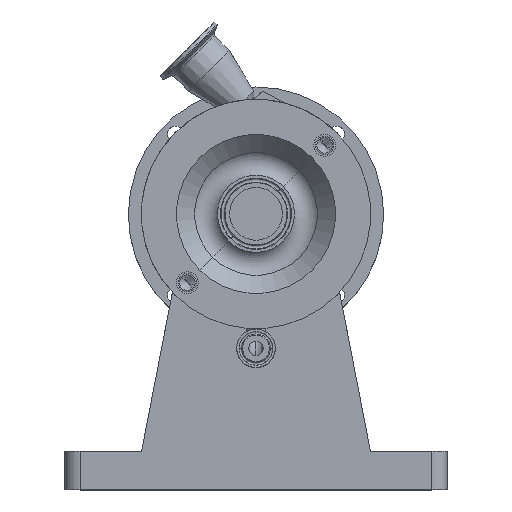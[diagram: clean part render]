
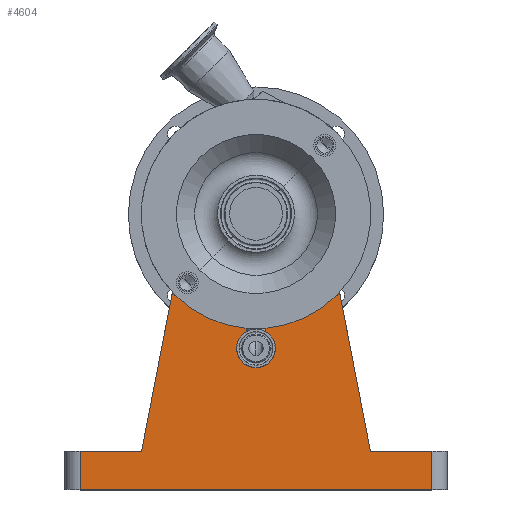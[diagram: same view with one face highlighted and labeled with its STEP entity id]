
A CAD part, top view. The second image highlights one B-rep face of the part: STEP entity #4604.
In plain terms, the highlighted planar face has unit normal (0, 0, 1).
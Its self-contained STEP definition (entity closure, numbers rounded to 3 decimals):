
#564 = DIRECTION ( 'NONE',  ( 1., 0., 0. ) ) ;
#565 = VECTOR ( 'NONE', #564, 1000. ) ;
#568 = CARTESIAN_POINT ( 'NONE',  ( 125., -155., 125. ) ) ;
#569 = LINE ( 'NONE', #568, #565 ) ;
#587 = CARTESIAN_POINT ( 'NONE',  ( -74.91, -155., 125. ) ) ;
#612 = CARTESIAN_POINT ( 'NONE',  ( 74.91, -155., 125. ) ) ;
#633 = DIRECTION ( 'NONE',  ( -0.191, -0.982, 0. ) ) ;
#634 = VECTOR ( 'NONE', #633, 1000. ) ;
#635 = CARTESIAN_POINT ( 'NONE',  ( -47.697, -15., 125. ) ) ;
#636 = LINE ( 'NONE', #635, #634 ) ;
#670 = DIRECTION ( 'NONE',  ( -0.191, 0.982, 0. ) ) ;
#671 = VECTOR ( 'NONE', #670, 1000. ) ;
#673 = CARTESIAN_POINT ( 'NONE',  ( 74.91, -155., 125. ) ) ;
#674 = LINE ( 'NONE', #673, #671 ) ;
#911 = DIRECTION ( 'NONE',  ( 1., 0., 0. ) ) ;
#912 = VECTOR ( 'NONE', #911, 1000. ) ;
#913 = CARTESIAN_POINT ( 'NONE',  ( 125., -155., 125. ) ) ;
#914 = LINE ( 'NONE', #913, #912 ) ;
#1125 = PLANE ( 'NONE',  #1175 ) ;
#1142 = FACE_OUTER_BOUND ( 'NONE', #4465, .T. ) ;
#1172 = DIRECTION ( 'NONE',  ( -1., 0., 0. ) ) ;
#1173 = DIRECTION ( 'NONE',  ( 0., 0., -1. ) ) ;
#1174 = CARTESIAN_POINT ( 'NONE',  ( 125., -155., 125. ) ) ;
#1175 = AXIS2_PLACEMENT_3D ( 'NONE', #1174, #1173, #1172 ) ;
#2657 = DIRECTION ( 'NONE',  ( 1., 0., 0. ) ) ;
#2658 = DIRECTION ( 'NONE',  ( 0., 0., -1. ) ) ;
#2659 = CARTESIAN_POINT ( 'NONE',  ( 0., 0., 125. ) ) ;
#2661 = AXIS2_PLACEMENT_3D ( 'NONE', #2659, #2658, #2657 ) ;
#2667 = CIRCLE ( 'NONE', #2661, 50. ) ;
#2687 = CARTESIAN_POINT ( 'NONE',  ( 47.697, -15., 125. ) ) ;
#3486 = CARTESIAN_POINT ( 'NONE',  ( -47.697, -15., 125. ) ) ;
#4374 = EDGE_CURVE ( 'NONE', #8435, #4388, #569, .T. ) ;
#4377 = VERTEX_POINT ( 'NONE', #612 ) ;
#4380 = ORIENTED_EDGE ( 'NONE', *, *, #4393, .T. ) ;
#4388 = VERTEX_POINT ( 'NONE', #587 ) ;
#4393 = EDGE_CURVE ( 'NONE', #9979, #4388, #636, .T. ) ;
#4397 = ORIENTED_EDGE ( 'NONE', *, *, #4403, .T. ) ;
#4402 = ORIENTED_EDGE ( 'NONE', *, *, #9655, .T. ) ;
#4403 = EDGE_CURVE ( 'NONE', #4377, #9677, #674, .T. ) ;
#4426 = ORIENTED_EDGE ( 'NONE', *, *, #4530, .F. ) ;
#4431 = ORIENTED_EDGE ( 'NONE', *, *, #8453, .T. ) ;
#4465 = EDGE_LOOP ( 'NONE', ( #4608, #4431, #4607, #4605, #4426, #4397, #4402, #4380 ) ) ;
#4530 = EDGE_CURVE ( 'NONE', #4377, #8408, #914, .T. ) ;
#4604 = ADVANCED_FACE ( 'NONE', ( #1142 ), #1125, .F. ) ;
#4605 = ORIENTED_EDGE ( 'NONE', *, *, #8390, .T. ) ;
#4607 = ORIENTED_EDGE ( 'NONE', *, *, #8412, .T. ) ;
#4608 = ORIENTED_EDGE ( 'NONE', *, *, #4374, .F. ) ;
#5596 = DIRECTION ( 'NONE',  ( 0., 1., 0. ) ) ;
#5597 = VECTOR ( 'NONE', #5596, 1000. ) ;
#5607 = CARTESIAN_POINT ( 'NONE',  ( 115., -155., 125. ) ) ;
#5608 = LINE ( 'NONE', #5607, #5597 ) ;
#5627 = CARTESIAN_POINT ( 'NONE',  ( 125., -180., 125. ) ) ;
#5628 = LINE ( 'NONE', #5627, #5689 ) ;
#5629 = CARTESIAN_POINT ( 'NONE',  ( -115., -155., 125. ) ) ;
#5630 = CARTESIAN_POINT ( 'NONE',  ( -115., -180., 125. ) ) ;
#5642 = CARTESIAN_POINT ( 'NONE',  ( 115., -155., 125. ) ) ;
#5658 = CARTESIAN_POINT ( 'NONE',  ( 115., -180., 125. ) ) ;
#5688 = DIRECTION ( 'NONE',  ( 1., 0., 0. ) ) ;
#5689 = VECTOR ( 'NONE', #5688, 1000. ) ;
#5787 = DIRECTION ( 'NONE',  ( 0., -1., 0. ) ) ;
#5788 = VECTOR ( 'NONE', #5787, 1000. ) ;
#5789 = CARTESIAN_POINT ( 'NONE',  ( -115., -155., 125. ) ) ;
#5790 = LINE ( 'NONE', #5789, #5788 ) ;
#8390 = EDGE_CURVE ( 'NONE', #8395, #8408, #5608, .T. ) ;
#8395 = VERTEX_POINT ( 'NONE', #5658 ) ;
#8408 = VERTEX_POINT ( 'NONE', #5642 ) ;
#8412 = EDGE_CURVE ( 'NONE', #8417, #8395, #5628, .T. ) ;
#8417 = VERTEX_POINT ( 'NONE', #5630 ) ;
#8435 = VERTEX_POINT ( 'NONE', #5629 ) ;
#8453 = EDGE_CURVE ( 'NONE', #8435, #8417, #5790, .T. ) ;
#9655 = EDGE_CURVE ( 'NONE', #9677, #9979, #2667, .T. ) ;
#9677 = VERTEX_POINT ( 'NONE', #2687 ) ;
#9979 = VERTEX_POINT ( 'NONE', #3486 ) ;
